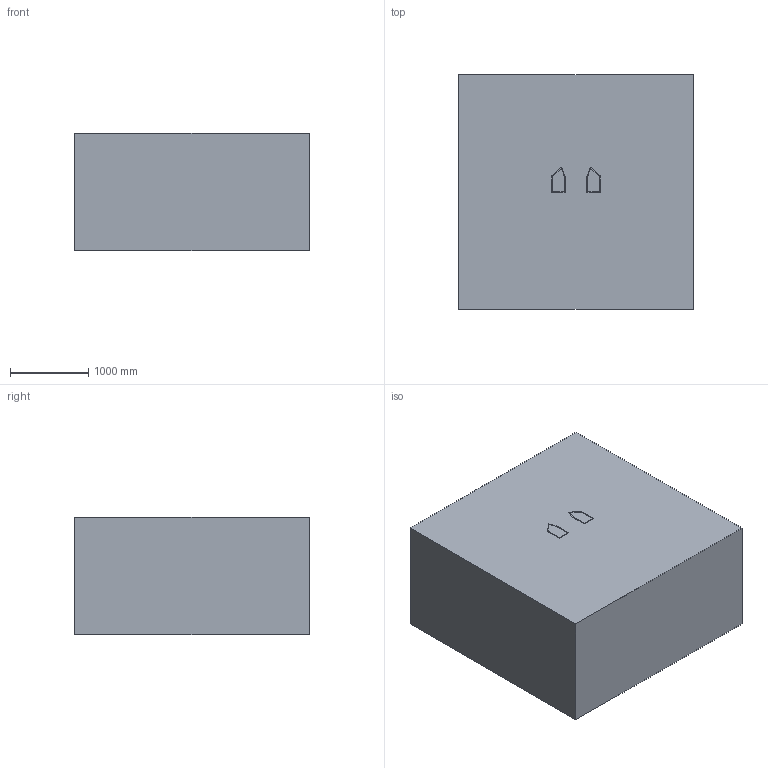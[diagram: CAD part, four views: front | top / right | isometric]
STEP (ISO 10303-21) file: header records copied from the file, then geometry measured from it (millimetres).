
FILE_DESCRIPTION (( 'STEP AP214' ), '1' );
FILE_NAME ('newdesignstraightupfullangle.STEP', '2024-02-01T19:47:19', ( '' ), ( '' ), 'SwSTEP 2.0', 'SolidWorks 2023', '' );
FILE_SCHEMA (( 'AUTOMOTIVE_DESIGN' ));
Length unit declared in the file: millimetre
Products named in the file (1): newdesignstraightupfullangle
Bounding box: 3000 x 3000 x 1500 mm (x, y, z)
Volume: 13500000000 mm3; surface area: 38353540 mm2
Topology: 3 solids, 3 shells, 42 faces, 104 edges, 68 vertices
Faces by surface type: cylinder 16, plane 14, cone 12
Entity records: 1305 total; most frequent: DIRECTION 230, CARTESIAN_POINT 215, ORIENTED_EDGE 208, EDGE_CURVE 104, AXIS2_PLACEMENT_3D 83, VERTEX_POINT 68, LINE 64, VECTOR 64
